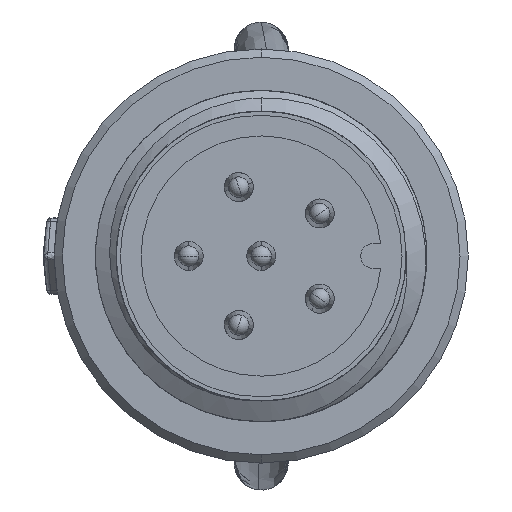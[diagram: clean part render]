
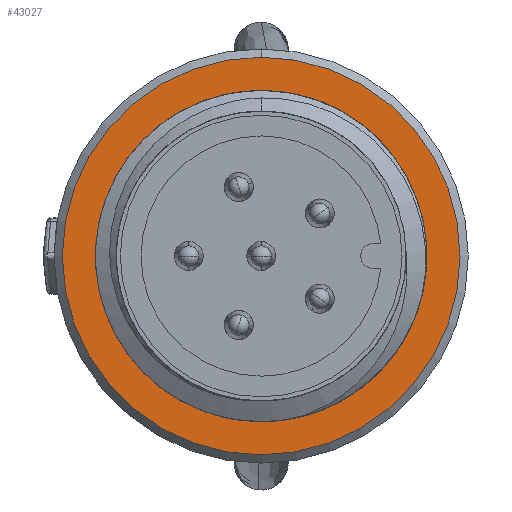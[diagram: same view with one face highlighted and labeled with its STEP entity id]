
A CAD part, left-side view. The second image highlights one B-rep face of the part: STEP entity #43027.
In plain terms, the highlighted planar face has unit normal (-1, 0, 0).
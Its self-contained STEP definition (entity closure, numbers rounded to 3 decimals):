
#901 = CIRCLE ( 'NONE', #1765, 4.8 ) ;
#1765 = AXIS2_PLACEMENT_3D ( 'NONE', #42705, #27434, #35609 ) ;
#3393 = CARTESIAN_POINT ( 'NONE',  ( 5., 0., 4.8 ) ) ;
#5642 = VERTEX_POINT ( 'NONE', #3393 ) ;
#6334 = ORIENTED_EDGE ( 'NONE', *, *, #31534, .F. ) ;
#10443 = CIRCLE ( 'NONE', #47311, 4.8 ) ;
#12163 = DIRECTION ( 'NONE',  ( -1., 0., 0. ) ) ;
#14233 = CARTESIAN_POINT ( 'NONE',  ( 5., 0., 0. ) ) ;
#14504 = DIRECTION ( 'NONE',  ( -1., 0., 0. ) ) ;
#14680 = PLANE ( 'NONE',  #46936 ) ;
#15490 = EDGE_LOOP ( 'NONE', ( #24992, #6334 ) ) ;
#17036 = CARTESIAN_POINT ( 'NONE',  ( 5., 0., 0. ) ) ;
#18697 = CIRCLE ( 'NONE', #43023, 3.5 ) ;
#20200 = EDGE_CURVE ( 'NONE', #5642, #32276, #901, .T. ) ;
#21240 = DIRECTION ( 'NONE',  ( -1., 0., 0. ) ) ;
#23118 = VERTEX_POINT ( 'NONE', #50072 ) ;
#23493 = EDGE_CURVE ( 'NONE', #23118, #48955, #29647, .T. ) ;
#23807 = EDGE_CURVE ( 'NONE', #32276, #5642, #10443, .T. ) ;
#24992 = ORIENTED_EDGE ( 'NONE', *, *, #23493, .F. ) ;
#27434 = DIRECTION ( 'NONE',  ( -1., 0., 0. ) ) ;
#27498 = CARTESIAN_POINT ( 'NONE',  ( 5., 0., -3.5 ) ) ;
#29647 = CIRCLE ( 'NONE', #42294, 3.5 ) ;
#30219 = DIRECTION ( 'NONE',  ( 0., 0., -1. ) ) ;
#31442 = EDGE_LOOP ( 'NONE', ( #39551, #35723 ) ) ;
#31534 = EDGE_CURVE ( 'NONE', #48955, #23118, #18697, .T. ) ;
#32276 = VERTEX_POINT ( 'NONE', #51595 ) ;
#32603 = DIRECTION ( 'NONE',  ( 0., 0., 1. ) ) ;
#34108 = FACE_BOUND ( 'NONE', #15490, .T. ) ;
#34895 = DIRECTION ( 'NONE',  ( 1., 0., 0. ) ) ;
#35609 = DIRECTION ( 'NONE',  ( 0., 0., -1. ) ) ;
#35723 = ORIENTED_EDGE ( 'NONE', *, *, #20200, .T. ) ;
#36072 = CARTESIAN_POINT ( 'NONE',  ( 5., 0., 0. ) ) ;
#39551 = ORIENTED_EDGE ( 'NONE', *, *, #23807, .T. ) ;
#42269 = CARTESIAN_POINT ( 'NONE',  ( 5., 3.5, 0. ) ) ;
#42294 = AXIS2_PLACEMENT_3D ( 'NONE', #36072, #12163, #32603 ) ;
#42705 = CARTESIAN_POINT ( 'NONE',  ( 5., 0., 0. ) ) ;
#42772 = DIRECTION ( 'NONE',  ( 0., 0., -1. ) ) ;
#43023 = AXIS2_PLACEMENT_3D ( 'NONE', #17036, #21240, #48768 ) ;
#43027 = ADVANCED_FACE ( 'NONE', ( #50634, #34108 ), #14680, .F. ) ;
#46936 = AXIS2_PLACEMENT_3D ( 'NONE', #42269, #34895, #42772 ) ;
#47311 = AXIS2_PLACEMENT_3D ( 'NONE', #14233, #14504, #30219 ) ;
#48768 = DIRECTION ( 'NONE',  ( 0., 0., 1. ) ) ;
#48955 = VERTEX_POINT ( 'NONE', #27498 ) ;
#50072 = CARTESIAN_POINT ( 'NONE',  ( 5., 0., 3.5 ) ) ;
#50634 = FACE_OUTER_BOUND ( 'NONE', #31442, .T. ) ;
#51595 = CARTESIAN_POINT ( 'NONE',  ( 5., 0., -4.8 ) ) ;
